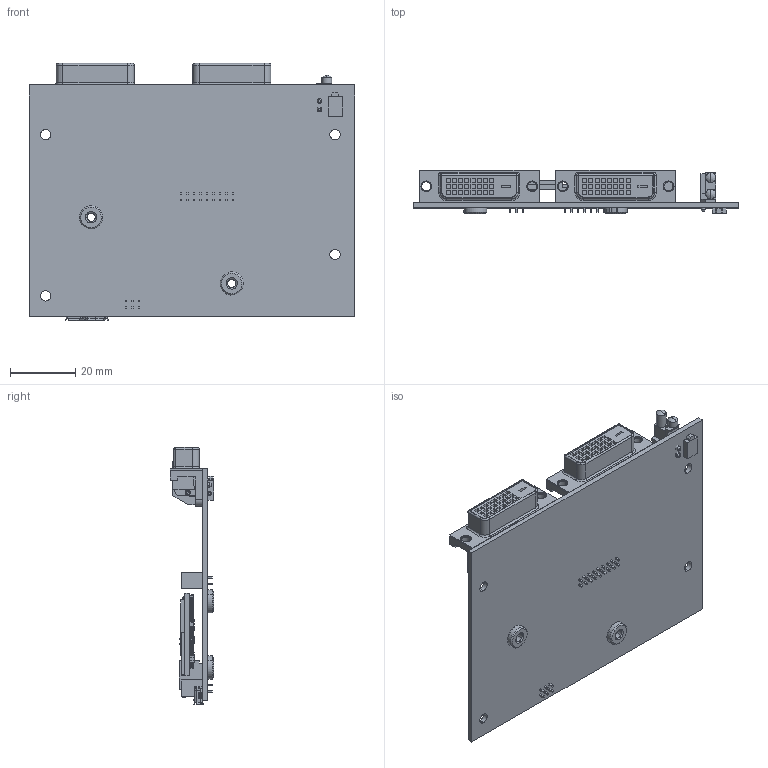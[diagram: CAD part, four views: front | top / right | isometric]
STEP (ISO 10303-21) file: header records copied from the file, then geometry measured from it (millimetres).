
FILE_DESCRIPTION (( 'STEP AP214' ), '1' );
FILE_NAME ('3364-DVI.STEP', '2018-02-27T17:25:31', ( '' ), ( '' ), 'SwSTEP 2.0', 'SolidWorks 2012', '' );
FILE_SCHEMA (( 'AUTOMOTIVE_DESIGN' ));
Length unit declared in the file: inch
Products named in the file (23): Dip switch SMT; USB3-microB; DVI_DVI-D; 3MM_2UP; self-clinching nut_pmi_PreviewCfg; HDR-2MM_Hirose_6 Pin; HDR-2MM_Hirose_18 Pin; Tactile switch_901; 2960; SOT-23-5; LED_0603; IC_3x3; IC_5x5; SOT-23; Cap_ceramic_0805; Choke ELL4; IC_9x12.5; IC_13x13; IC_10x13; DF40; 3364; 3364-DVI
Assembly tree (36 placements, depth 3):
  3364-DVI
    3364
    2960
      2960
      DF40  x2
      IC_10x13
      IC_13x13
      IC_9x12.5
      Choke ELL4  x3
      Cap_ceramic_0805  x6
      SOT-23
      IC_5x5
      IC_3x3
      LED_0603  x4
      SOT-23-5  x2
    Tactile switch_901
    HDR-2MM_Hirose_18 Pin
    HDR-2MM_Hirose_6 Pin
    self-clinching nut_pmi_PreviewCfg  x2
    3MM_2UP
    DVI_DVI-D  x2
    USB3-microB
    Dip switch SMT
Bounding box: 100.08 x 13.3 x 78.95 mm (x, y, z)
Volume: 20219.1 mm3; surface area: 30800.5 mm2
Topology: 58 solids, 60 shells, 4139 faces, 11449 edges, 7609 vertices
Faces by surface type: plane 3637, cylinder 377, cone 55, bspline 54, torus 12, sphere 4
Entity records: 108847 total; most frequent: CARTESIAN_POINT 18964, ORIENTED_EDGE 14169, DIRECTION 11993, EDGE_CURVE 7275, VECTOR 6193, LINE 6193, VERTEX_POINT 4845, AXIS2_PLACEMENT_3D 2900
